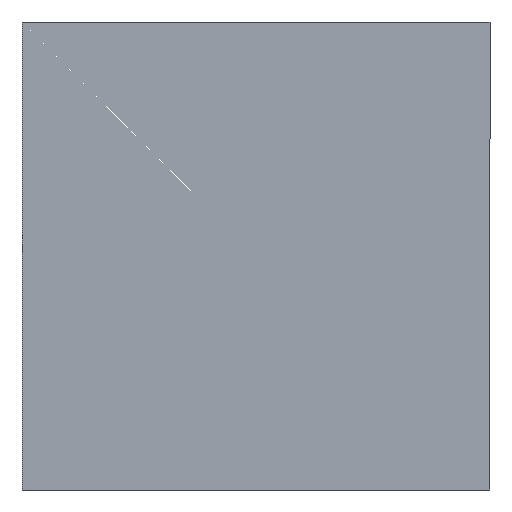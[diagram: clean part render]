
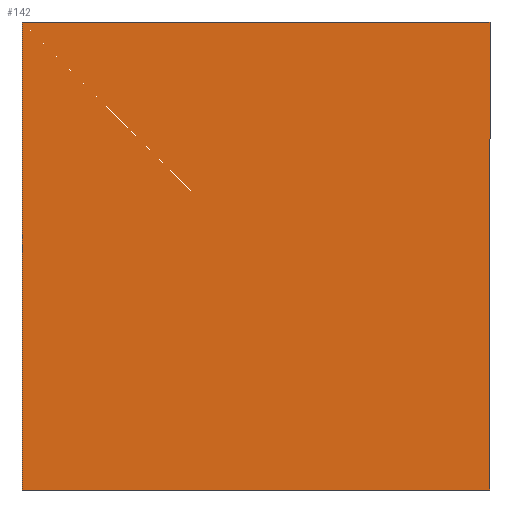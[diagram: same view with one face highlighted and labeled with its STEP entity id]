
A CAD part, front view. The second image highlights one B-rep face of the part: STEP entity #142.
In plain terms, the highlighted planar face has unit normal (0, -1, 0).
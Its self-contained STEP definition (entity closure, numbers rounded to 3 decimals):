
#11 = CARTESIAN_POINT ( 'NONE',  ( 3.5, 0., -3.5 ) ) ;
#29 = ORIENTED_EDGE ( 'NONE', *, *, #191, .F. ) ;
#42 = CARTESIAN_POINT ( 'NONE',  ( 0., 0., 0. ) ) ;
#45 = CARTESIAN_POINT ( 'NONE',  ( 3.5, 0., -3.5 ) ) ;
#48 = LINE ( 'NONE', #287, #387 ) ;
#55 = EDGE_CURVE ( 'NONE', #292, #299, #48, .T. ) ;
#59 = AXIS2_PLACEMENT_3D ( 'NONE', #42, #263, #75 ) ;
#75 = DIRECTION ( 'NONE',  ( 0., 0., 1. ) ) ;
#79 = DIRECTION ( 'NONE',  ( 0., 0., -1. ) ) ;
#96 = EDGE_LOOP ( 'NONE', ( #330, #29, #185, #194 ) ) ;
#107 = VERTEX_POINT ( 'NONE', #361 ) ;
#142 = ADVANCED_FACE ( 'NONE', ( #148 ), #328, .F. ) ;
#146 = CARTESIAN_POINT ( 'NONE',  ( -3.5, 0., -3.5 ) ) ;
#148 = FACE_OUTER_BOUND ( 'NONE', #96, .T. ) ;
#176 = CARTESIAN_POINT ( 'NONE',  ( -3.5, 0., 3.5 ) ) ;
#179 = DIRECTION ( 'NONE',  ( 0., 0., 1. ) ) ;
#182 = EDGE_CURVE ( 'NONE', #299, #234, #226, .T. ) ;
#185 = ORIENTED_EDGE ( 'NONE', *, *, #182, .F. ) ;
#191 = EDGE_CURVE ( 'NONE', #234, #107, #318, .T. ) ;
#194 = ORIENTED_EDGE ( 'NONE', *, *, #55, .F. ) ;
#217 = VECTOR ( 'NONE', #179, 1000. ) ;
#226 = LINE ( 'NONE', #11, #406 ) ;
#233 = CARTESIAN_POINT ( 'NONE',  ( -3.5, 0., -3.5 ) ) ;
#234 = VERTEX_POINT ( 'NONE', #45 ) ;
#236 = CARTESIAN_POINT ( 'NONE',  ( 3.5, 0., 3.5 ) ) ;
#263 = DIRECTION ( 'NONE',  ( 0., 1., 0. ) ) ;
#287 = CARTESIAN_POINT ( 'NONE',  ( -3.5, 0., 3.5 ) ) ;
#292 = VERTEX_POINT ( 'NONE', #176 ) ;
#299 = VERTEX_POINT ( 'NONE', #236 ) ;
#303 = DIRECTION ( 'NONE',  ( -1., 0., 0. ) ) ;
#318 = LINE ( 'NONE', #233, #398 ) ;
#320 = EDGE_CURVE ( 'NONE', #107, #292, #390, .T. ) ;
#324 = DIRECTION ( 'NONE',  ( 1., 0., 0. ) ) ;
#328 = PLANE ( 'NONE',  #59 ) ;
#330 = ORIENTED_EDGE ( 'NONE', *, *, #320, .F. ) ;
#361 = CARTESIAN_POINT ( 'NONE',  ( -3.5, 0., -3.5 ) ) ;
#387 = VECTOR ( 'NONE', #324, 1000. ) ;
#390 = LINE ( 'NONE', #146, #217 ) ;
#398 = VECTOR ( 'NONE', #303, 1000. ) ;
#406 = VECTOR ( 'NONE', #79, 1000. ) ;
